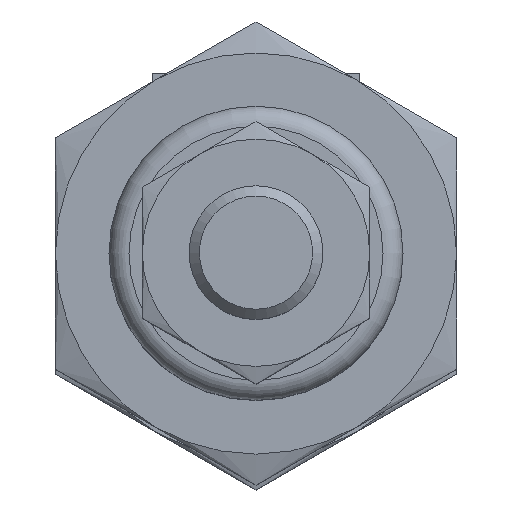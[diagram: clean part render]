
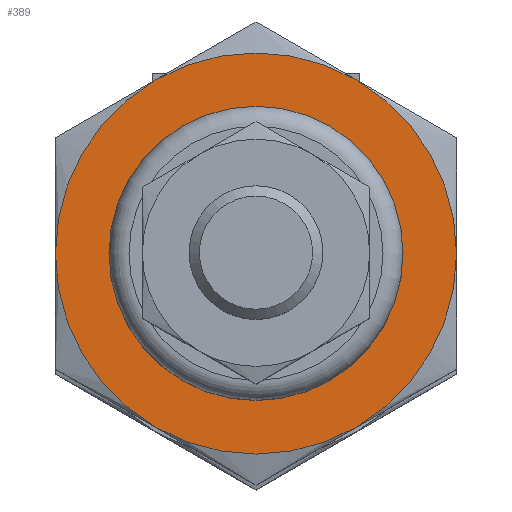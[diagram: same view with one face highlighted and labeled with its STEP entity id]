
A CAD part, top view. The second image highlights one B-rep face of the part: STEP entity #389.
In plain terms, the highlighted face is planar.
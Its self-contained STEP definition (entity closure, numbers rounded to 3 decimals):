
#389 = ADVANCED_FACE( '', ( #646, #647 ), #648, .F. );
#646 = FACE_OUTER_BOUND( '', #920, .T. );
#647 = FACE_BOUND( '', #921, .T. );
#648 = PLANE( '', #922 );
#920 = EDGE_LOOP( '', ( #1602, #1603, #1604, #1605, #1606, #1607 ) );
#921 = EDGE_LOOP( '', ( #1608 ) );
#922 = AXIS2_PLACEMENT_3D( '', #1609, #1610, #1611 );
#1602 = ORIENTED_EDGE( '', *, *, #1875, .F. );
#1603 = ORIENTED_EDGE( '', *, *, #1876, .F. );
#1604 = ORIENTED_EDGE( '', *, *, #1874, .F. );
#1605 = ORIENTED_EDGE( '', *, *, #1872, .F. );
#1606 = ORIENTED_EDGE( '', *, *, #1873, .F. );
#1607 = ORIENTED_EDGE( '', *, *, #1877, .F. );
#1608 = ORIENTED_EDGE( '', *, *, #1878, .T. );
#1609 = CARTESIAN_POINT( '', ( -3., 0., 0. ) );
#1610 = DIRECTION( '', ( 1., 0., 0. ) );
#1611 = DIRECTION( '', ( 0., 0., -1. ) );
#1872 = EDGE_CURVE( '', #2167, #2204, #2208, .T. );
#1873 = EDGE_CURVE( '', #2176, #2167, #2209, .T. );
#1874 = EDGE_CURVE( '', #2204, #2200, #2210, .T. );
#1875 = EDGE_CURVE( '', #2194, #2211, #2212, .T. );
#1876 = EDGE_CURVE( '', #2200, #2194, #2213, .T. );
#1877 = EDGE_CURVE( '', #2211, #2176, #2214, .T. );
#1878 = EDGE_CURVE( '', #2215, #2215, #2216, .T. );
#2167 = VERTEX_POINT( '', #2769 );
#2176 = VERTEX_POINT( '', #2799 );
#2194 = VERTEX_POINT( '', #2849 );
#2200 = VERTEX_POINT( '', #2871 );
#2204 = VERTEX_POINT( '', #2890 );
#2208 = CIRCLE( '', #2904, 15. );
#2209 = CIRCLE( '', #2905, 15. );
#2210 = CIRCLE( '', #2906, 15. );
#2211 = VERTEX_POINT( '', #2907 );
#2212 = CIRCLE( '', #2908, 15. );
#2213 = CIRCLE( '', #2909, 15. );
#2214 = CIRCLE( '', #2910, 15. );
#2215 = VERTEX_POINT( '', #2911 );
#2216 = CIRCLE( '', #2912, 11. );
#2769 = CARTESIAN_POINT( '', ( -3., 0., 15. ) );
#2799 = CARTESIAN_POINT( '', ( -3., 12.99, 7.5 ) );
#2849 = CARTESIAN_POINT( '', ( -3., 0., -15. ) );
#2871 = CARTESIAN_POINT( '', ( -3., -12.99, -7.5 ) );
#2890 = CARTESIAN_POINT( '', ( -3., -12.99, 7.5 ) );
#2904 = AXIS2_PLACEMENT_3D( '', #3236, #3237, #3238 );
#2905 = AXIS2_PLACEMENT_3D( '', #3239, #3240, #3241 );
#2906 = AXIS2_PLACEMENT_3D( '', #3242, #3243, #3244 );
#2907 = CARTESIAN_POINT( '', ( -3., 12.99, -7.5 ) );
#2908 = AXIS2_PLACEMENT_3D( '', #3245, #3246, #3247 );
#2909 = AXIS2_PLACEMENT_3D( '', #3248, #3249, #3250 );
#2910 = AXIS2_PLACEMENT_3D( '', #3251, #3252, #3253 );
#2911 = CARTESIAN_POINT( '', ( -3., 0., -11. ) );
#2912 = AXIS2_PLACEMENT_3D( '', #3254, #3255, #3256 );
#3236 = CARTESIAN_POINT( '', ( -3., 0., 0. ) );
#3237 = DIRECTION( '', ( 1., 0., 0. ) );
#3238 = DIRECTION( '', ( 0., 0., -1. ) );
#3239 = CARTESIAN_POINT( '', ( -3., 0., 0. ) );
#3240 = DIRECTION( '', ( 1., 0., 0. ) );
#3241 = DIRECTION( '', ( 0., 0., -1. ) );
#3242 = CARTESIAN_POINT( '', ( -3., 0., 0. ) );
#3243 = DIRECTION( '', ( 1., 0., 0. ) );
#3244 = DIRECTION( '', ( 0., 0., -1. ) );
#3245 = CARTESIAN_POINT( '', ( -3., 0., 0. ) );
#3246 = DIRECTION( '', ( 1., 0., 0. ) );
#3247 = DIRECTION( '', ( 0., 0., -1. ) );
#3248 = CARTESIAN_POINT( '', ( -3., 0., 0. ) );
#3249 = DIRECTION( '', ( 1., 0., 0. ) );
#3250 = DIRECTION( '', ( 0., 0., -1. ) );
#3251 = CARTESIAN_POINT( '', ( -3., 0., 0. ) );
#3252 = DIRECTION( '', ( 1., 0., 0. ) );
#3253 = DIRECTION( '', ( 0., 0., -1. ) );
#3254 = CARTESIAN_POINT( '', ( -3., 0., 0. ) );
#3255 = DIRECTION( '', ( 1., 0., 0. ) );
#3256 = DIRECTION( '', ( 0., 0., -1. ) );
